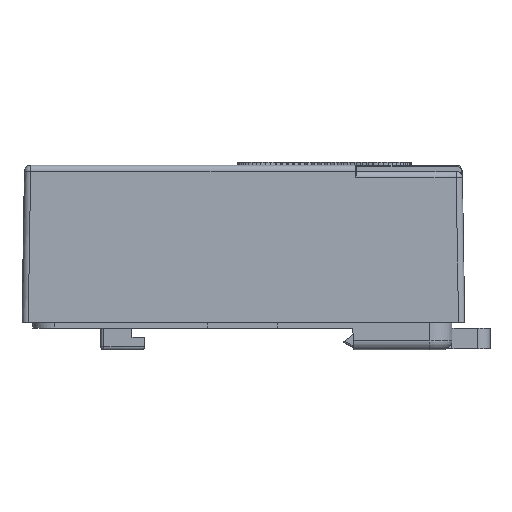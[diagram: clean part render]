
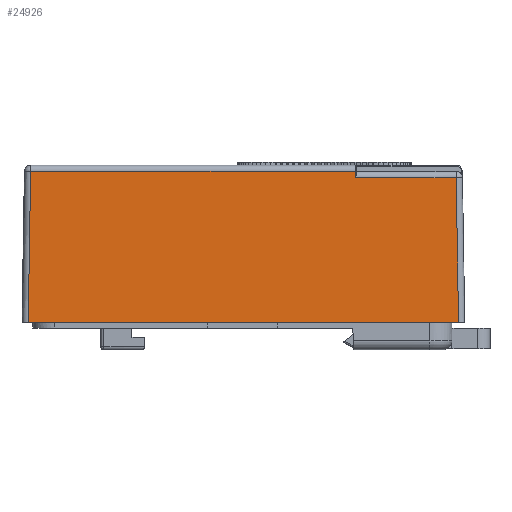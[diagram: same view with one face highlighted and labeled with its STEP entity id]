
A CAD part, left-side view. The second image highlights one B-rep face of the part: STEP entity #24926.
In plain terms, the highlighted planar face has unit normal (-1, 0, 0.016).
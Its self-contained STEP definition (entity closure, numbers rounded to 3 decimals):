
#1734=FACE_OUTER_BOUND('',#3125,.T.);
#3125=EDGE_LOOP('',(#19372,#19373,#19374,#19375,#19376,#19377));
#6392=LINE('',#39962,#8830);
#6393=LINE('',#39964,#8831);
#6394=LINE('',#39966,#8832);
#6395=LINE('',#39968,#8833);
#6396=LINE('',#39970,#8834);
#6397=LINE('',#39971,#8835);
#8830=VECTOR('',#31758,1.);
#8831=VECTOR('',#31759,1.);
#8832=VECTOR('',#31760,1.);
#8833=VECTOR('',#31761,1.);
#8834=VECTOR('',#31762,1.);
#8835=VECTOR('',#31763,1.);
#11030=VERTEX_POINT('',#39960);
#11031=VERTEX_POINT('',#39961);
#11032=VERTEX_POINT('',#39963);
#11033=VERTEX_POINT('',#39965);
#11034=VERTEX_POINT('',#39967);
#11035=VERTEX_POINT('',#39969);
#13948=EDGE_CURVE('',#11030,#11031,#6392,.T.);
#13949=EDGE_CURVE('',#11031,#11032,#6393,.T.);
#13950=EDGE_CURVE('',#11032,#11033,#6394,.T.);
#13951=EDGE_CURVE('',#11033,#11034,#6395,.T.);
#13952=EDGE_CURVE('',#11035,#11034,#6396,.T.);
#13953=EDGE_CURVE('',#11035,#11030,#6397,.T.);
#19372=ORIENTED_EDGE('',*,*,#13948,.T.);
#19373=ORIENTED_EDGE('',*,*,#13949,.T.);
#19374=ORIENTED_EDGE('',*,*,#13950,.T.);
#19375=ORIENTED_EDGE('',*,*,#13951,.T.);
#19376=ORIENTED_EDGE('',*,*,#13952,.F.);
#19377=ORIENTED_EDGE('',*,*,#13953,.T.);
#22687=PLANE('',#26660);
#24926=ADVANCED_FACE('',(#1734),#22687,.T.);
#26660=AXIS2_PLACEMENT_3D('',#39959,#31756,#31757);
#31756=DIRECTION('center_axis',(-1.,0.,0.016));
#31757=DIRECTION('ref_axis',(0.016,0.,1.));
#31758=DIRECTION('',(0.,1.,0.));
#31759=DIRECTION('',(0.016,0.,1.));
#31760=DIRECTION('',(0.,1.,0.));
#31761=DIRECTION('',(-0.016,0.016,-1.));
#31762=DIRECTION('',(0.,1.,0.));
#31763=DIRECTION('',(0.016,0.016,1.));
#39959=CARTESIAN_POINT('Origin',(-35.5,-35.5,0.));
#39960=CARTESIAN_POINT('',(-35.131,-34.132,23.216));
#39961=CARTESIAN_POINT('',(-35.131,-17.95,23.216));
#39962=CARTESIAN_POINT('',(-35.131,-18.1,23.216));
#39963=CARTESIAN_POINT('',(-35.116,-17.95,24.216));
#39964=CARTESIAN_POINT('',(-35.5,-17.95,0.));
#39965=CARTESIAN_POINT('',(-35.116,34.116,24.216));
#39966=CARTESIAN_POINT('',(-35.116,34.1,24.216));
#39967=CARTESIAN_POINT('',(-35.5,34.5,0.));
#39968=CARTESIAN_POINT('',(-35.482,34.482,1.111));
#39969=CARTESIAN_POINT('',(-35.5,-34.5,0.));
#39970=CARTESIAN_POINT('',(-35.5,-35.5,0.));
#39971=CARTESIAN_POINT('',(-35.5,-34.5,-0.016));
